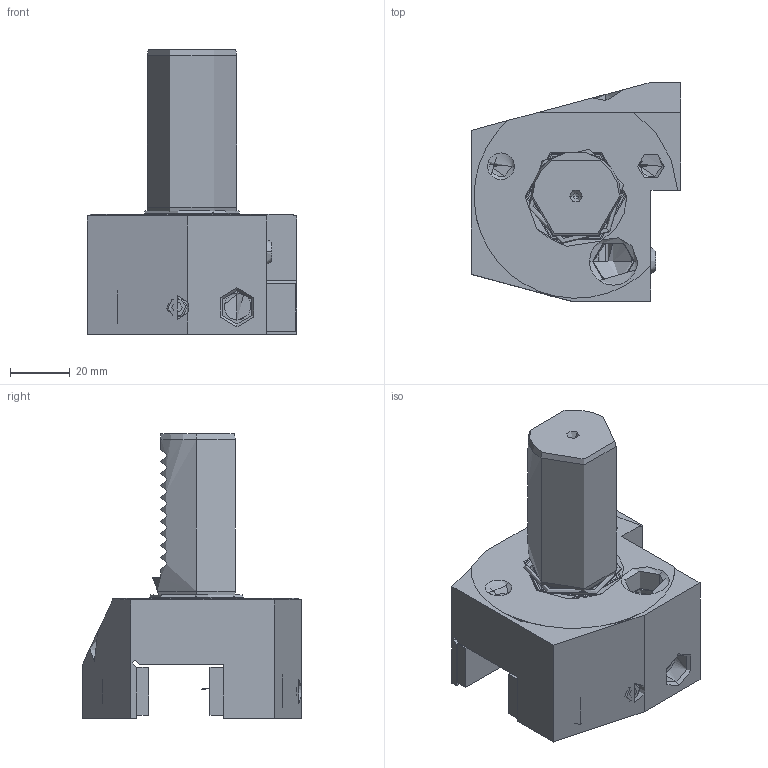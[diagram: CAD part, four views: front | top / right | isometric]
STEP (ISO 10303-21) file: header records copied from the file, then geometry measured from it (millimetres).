
FILE_DESCRIPTION (( 'STEP AP203' ), '1' );
FILE_NAME ('309.34.20.STEP', '2016-11-28T09:17:28', ( '' ), ( '' ), 'SwSTEP 2.0', 'SolidWorks 2012', '' );
FILE_SCHEMA (( 'CONFIG_CONTROL_DESIGN' ));
Products named in the file (13): 309.34.20; 16x5.8-2; 69x16x4; 60x16x4.5; M4x25; 皿頭_M4xP0.7x8L; M4x10; 2-44100006N4出水銅嘴; 管螺文螺絲; M10平頭螺絲; O型環; M8尖頭螺絲; VDI30  B4
Assembly tree (14 placements, depth 2):
  309.34.20
    VDI30  B4
    M8尖頭螺絲  x2
    M10平頭螺絲  x2
    O型環
    管螺文螺絲
    M4x25
    M4x10
    2-44100006N4出水銅嘴
    皿頭_M4xP0.7x8L
    60x16x4.5
    69x16x4
    16x5.8-2
Bounding box: 70 x 73 x 95 mm (x, y, z)
Volume: 164550.6 mm3
Topology: 24 solids, 27 shells, 781 faces, 2093 edges, 1368 vertices
Faces by surface type: cylinder 429, plane 145, cone 126, bspline 61, torus 18, sphere 2
Full cylindrical faces by diameter (mm): 3.3 x1
Entity records: 73303 total; most frequent: CARTESIAN_POINT 56928, ORIENTED_EDGE 3750, DIRECTION 2451, EDGE_CURVE 1875, VERTEX_POINT 1227, AXIS2_PLACEMENT_3D 894, EDGE_LOOP 740, FACE_OUTER_BOUND 705
